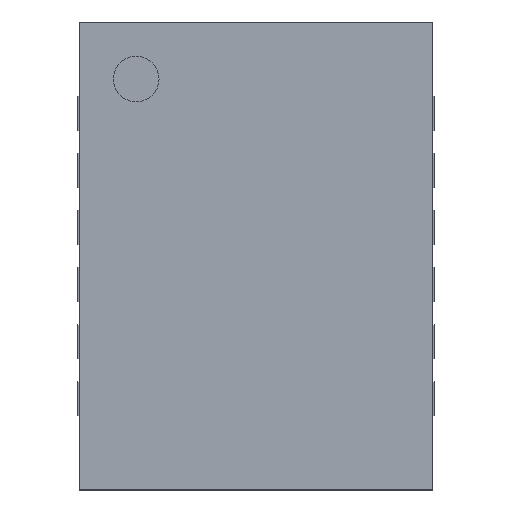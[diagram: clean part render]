
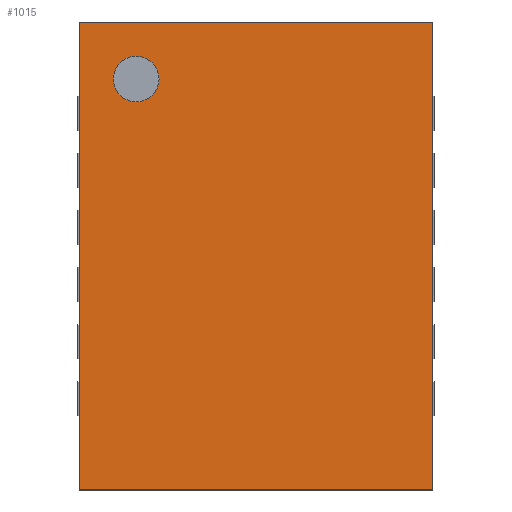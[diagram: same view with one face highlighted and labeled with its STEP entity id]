
A CAD part, top view. The second image highlights one B-rep face of the part: STEP entity #1015.
In plain terms, the highlighted planar face has unit normal (0, 0, 1).
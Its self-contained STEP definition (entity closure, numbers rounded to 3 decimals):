
#4 = DIRECTION ( 'NONE',  ( 0., 0., 1. ) ) ;
#206 = VECTOR ( 'NONE', #1231, 1000. ) ;
#369 = VERTEX_POINT ( 'NONE', #771 ) ;
#404 = EDGE_LOOP ( 'NONE', ( #4189, #1692 ) ) ;
#506 = CARTESIAN_POINT ( 'NONE',  ( -1.55, 2.05, 0.8 ) ) ;
#600 = ORIENTED_EDGE ( 'NONE', *, *, #1628, .F. ) ;
#639 = PLANE ( 'NONE',  #2502 ) ;
#771 = CARTESIAN_POINT ( 'NONE',  ( 1.55, 2.05, 0.8 ) ) ;
#780 = EDGE_CURVE ( 'NONE', #1850, #2912, #2404, .T. ) ;
#841 = CARTESIAN_POINT ( 'NONE',  ( -1.55, -2.05, 0.8 ) ) ;
#848 = LINE ( 'NONE', #3874, #206 ) ;
#855 = VERTEX_POINT ( 'NONE', #3548 ) ;
#905 = EDGE_LOOP ( 'NONE', ( #3714, #1491, #600, #1224 ) ) ;
#912 = LINE ( 'NONE', #506, #3632 ) ;
#1015 = ADVANCED_FACE ( 'NONE', ( #3323, #3605 ), #639, .T. ) ;
#1224 = ORIENTED_EDGE ( 'NONE', *, *, #1619, .F. ) ;
#1231 = DIRECTION ( 'NONE',  ( 0., 1., 0. ) ) ;
#1295 = VECTOR ( 'NONE', #2576, 1000. ) ;
#1303 = CARTESIAN_POINT ( 'NONE',  ( -1.05, 1.55, 0.8 ) ) ;
#1491 = ORIENTED_EDGE ( 'NONE', *, *, #3996, .F. ) ;
#1596 = CARTESIAN_POINT ( 'NONE',  ( -1.55, 2.05, 0.8 ) ) ;
#1619 = EDGE_CURVE ( 'NONE', #2912, #2614, #848, .T. ) ;
#1628 = EDGE_CURVE ( 'NONE', #2614, #369, #912, .T. ) ;
#1692 = ORIENTED_EDGE ( 'NONE', *, *, #3687, .T. ) ;
#1746 = AXIS2_PLACEMENT_3D ( 'NONE', #2455, #2192, #3133 ) ;
#1850 = VERTEX_POINT ( 'NONE', #2331 ) ;
#2011 = DIRECTION ( 'NONE',  ( 1., 0., 0. ) ) ;
#2014 = CARTESIAN_POINT ( 'NONE',  ( -1.25, 1.55, 0.8 ) ) ;
#2038 = CIRCLE ( 'NONE', #2916, 0.2 ) ;
#2096 = CARTESIAN_POINT ( 'NONE',  ( 1.55, -2.05, 0.8 ) ) ;
#2192 = DIRECTION ( 'NONE',  ( 0., 0., -1. ) ) ;
#2303 = DIRECTION ( 'NONE',  ( 1., 0., 0. ) ) ;
#2331 = CARTESIAN_POINT ( 'NONE',  ( 1.55, -2.05, 0.8 ) ) ;
#2385 = CARTESIAN_POINT ( 'NONE',  ( -1.55, 2.05, 0.8 ) ) ;
#2404 = LINE ( 'NONE', #2096, #2836 ) ;
#2455 = CARTESIAN_POINT ( 'NONE',  ( -1.05, 1.55, 0.8 ) ) ;
#2502 = AXIS2_PLACEMENT_3D ( 'NONE', #1596, #4, #2011 ) ;
#2576 = DIRECTION ( 'NONE',  ( 0., -1., 0. ) ) ;
#2614 = VERTEX_POINT ( 'NONE', #2385 ) ;
#2836 = VECTOR ( 'NONE', #3351, 1000. ) ;
#2912 = VERTEX_POINT ( 'NONE', #841 ) ;
#2916 = AXIS2_PLACEMENT_3D ( 'NONE', #1303, #4282, #2303 ) ;
#3133 = DIRECTION ( 'NONE',  ( 1., 0., 0. ) ) ;
#3269 = CIRCLE ( 'NONE', #1746, 0.2 ) ;
#3298 = CARTESIAN_POINT ( 'NONE',  ( 1.55, 2.05, 0.8 ) ) ;
#3323 = FACE_OUTER_BOUND ( 'NONE', #905, .T. ) ;
#3351 = DIRECTION ( 'NONE',  ( -1., 0., 0. ) ) ;
#3548 = CARTESIAN_POINT ( 'NONE',  ( -0.85, 1.55, 0.8 ) ) ;
#3550 = DIRECTION ( 'NONE',  ( 1., 0., 0. ) ) ;
#3600 = EDGE_CURVE ( 'NONE', #855, #3657, #3269, .T. ) ;
#3603 = LINE ( 'NONE', #3298, #1295 ) ;
#3605 = FACE_BOUND ( 'NONE', #404, .T. ) ;
#3632 = VECTOR ( 'NONE', #3550, 1000. ) ;
#3657 = VERTEX_POINT ( 'NONE', #2014 ) ;
#3687 = EDGE_CURVE ( 'NONE', #3657, #855, #2038, .T. ) ;
#3714 = ORIENTED_EDGE ( 'NONE', *, *, #780, .F. ) ;
#3874 = CARTESIAN_POINT ( 'NONE',  ( -1.55, -2.05, 0.8 ) ) ;
#3996 = EDGE_CURVE ( 'NONE', #369, #1850, #3603, .T. ) ;
#4189 = ORIENTED_EDGE ( 'NONE', *, *, #3600, .T. ) ;
#4282 = DIRECTION ( 'NONE',  ( 0., 0., -1. ) ) ;
